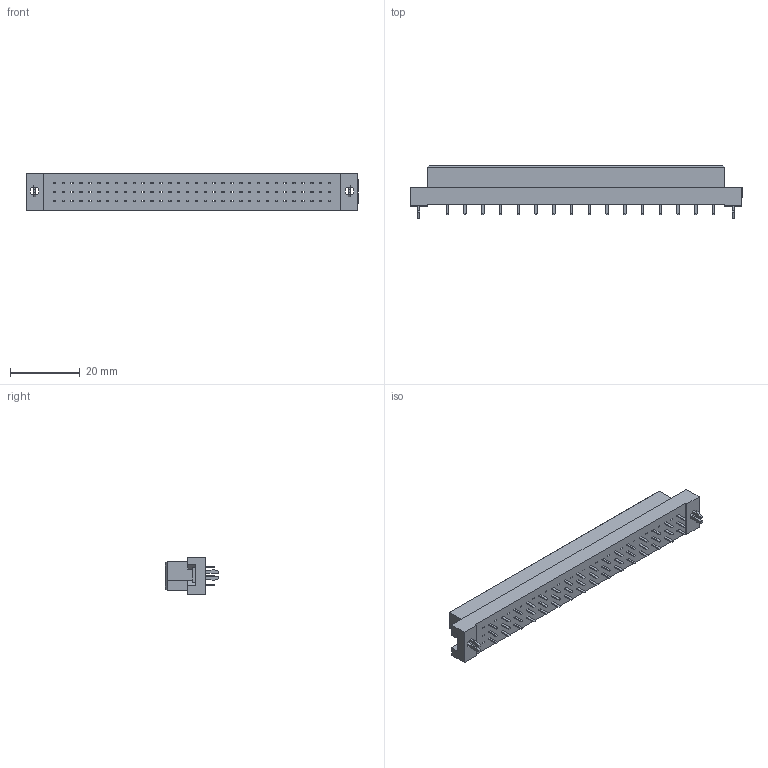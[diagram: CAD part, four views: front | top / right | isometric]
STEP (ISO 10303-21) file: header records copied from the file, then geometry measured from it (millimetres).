
FILE_DESCRIPTION (( 'STEP AP203' ), '1' );
FILE_NAME ('496-148-222-323.STEP', '2019-11-12T14:19:11', ( '' ), ( '' ), 'SwSTEP 2.0', 'SolidWorks 2020', '' );
FILE_SCHEMA (( 'CONFIG_CONTROL_DESIGN' ));
Length unit declared in the file: millimetre
Products named in the file (4): 496 Part_96; 496-148-222-323; 496 Bore-lock; 496-290_22
Assembly tree (51 placements, depth 2):
  496-148-222-323
    496 Part_96
    496-290_22  x48
    496 Bore-lock  x2
Bounding box: 95 x 15.2 x 10.6 mm (x, y, z)
Volume: 87.5 mm3
Topology: 50 solids, 54 shells, 1806 faces, 4238 edges, 2632 vertices
Faces by surface type: plane 1800, cylinder 6
Entity records: 39932 total; most frequent: CARTESIAN_POINT 6658, ORIENTED_EDGE 6504, DIRECTION 6004, EDGE_CURVE 3252, VECTOR 3240, LINE 3240, VERTEX_POINT 2036, EDGE_LOOP 1610
